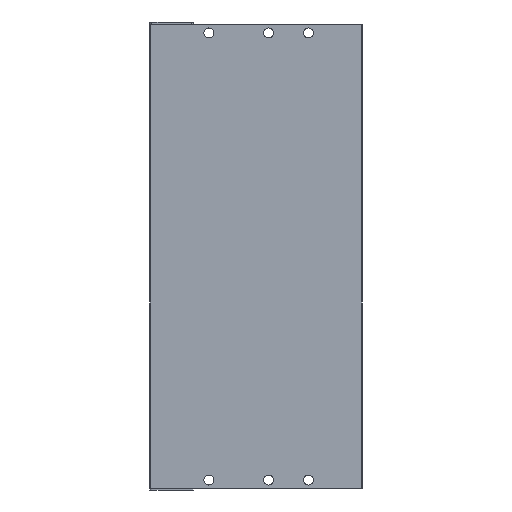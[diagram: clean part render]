
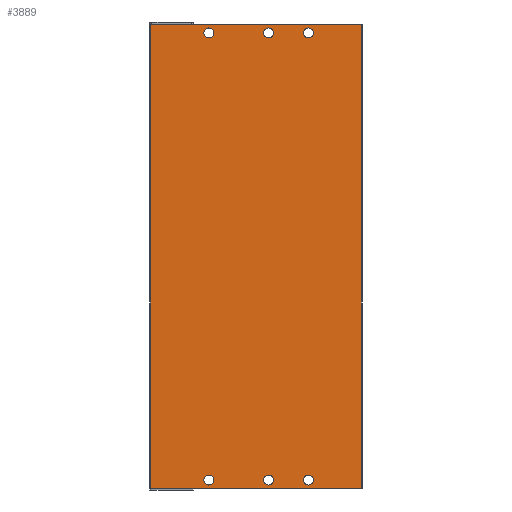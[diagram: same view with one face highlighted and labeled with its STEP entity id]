
A CAD part, front view. The second image highlights one B-rep face of the part: STEP entity #3889.
In plain terms, the highlighted planar face has unit normal (0, -1, 0).
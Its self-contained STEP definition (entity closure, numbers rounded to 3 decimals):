
#18 = FACE_BOUND ( 'NONE', #7075, .T. ) ;
#67 = AXIS2_PLACEMENT_3D ( 'NONE', #7514, #1416, #5987 ) ;
#142 = CARTESIAN_POINT ( 'NONE',  ( 59.7, 0., -231. ) ) ;
#246 = EDGE_LOOP ( 'NONE', ( #5696, #831, #1436, #3028 ) ) ;
#253 = AXIS2_PLACEMENT_3D ( 'NONE', #1248, #2029, #621 ) ;
#273 = EDGE_CURVE ( 'NONE', #7550, #4264, #8711, .T. ) ;
#306 = VERTEX_POINT ( 'NONE', #142 ) ;
#352 = AXIS2_PLACEMENT_3D ( 'NONE', #7560, #8271, #3516 ) ;
#562 = LINE ( 'NONE', #6053, #4049 ) ;
#607 = DIRECTION ( 'NONE',  ( 0., 0., -1. ) ) ;
#621 = DIRECTION ( 'NONE',  ( 0., 0., -1. ) ) ;
#677 = ORIENTED_EDGE ( 'NONE', *, *, #273, .T. ) ;
#800 = AXIS2_PLACEMENT_3D ( 'NONE', #2627, #8672, #7382 ) ;
#831 = ORIENTED_EDGE ( 'NONE', *, *, #8093, .T. ) ;
#869 = VERTEX_POINT ( 'NONE', #5819 ) ;
#876 = ORIENTED_EDGE ( 'NONE', *, *, #5776, .T. ) ;
#883 = CARTESIAN_POINT ( 'NONE',  ( 0.5, 0., -232.5 ) ) ;
#974 = DIRECTION ( 'NONE',  ( 0., 0., -1. ) ) ;
#1077 = CARTESIAN_POINT ( 'NONE',  ( 0.5, 0., 0. ) ) ;
#1114 = VERTEX_POINT ( 'NONE', #4080 ) ;
#1153 = CARTESIAN_POINT ( 'NONE',  ( 29.7, 0., -228.5 ) ) ;
#1248 = CARTESIAN_POINT ( 'NONE',  ( 0.5, 0., -232.5 ) ) ;
#1266 = CARTESIAN_POINT ( 'NONE',  ( 29.7, 0., -231. ) ) ;
#1273 = CARTESIAN_POINT ( 'NONE',  ( 29.7, 0., -6.5 ) ) ;
#1335 = DIRECTION ( 'NONE',  ( 0., 1., 0. ) ) ;
#1416 = DIRECTION ( 'NONE',  ( 0., 1., 0. ) ) ;
#1436 = ORIENTED_EDGE ( 'NONE', *, *, #6017, .T. ) ;
#1570 = ORIENTED_EDGE ( 'NONE', *, *, #2457, .T. ) ;
#1655 = ORIENTED_EDGE ( 'NONE', *, *, #6388, .T. ) ;
#1687 = ORIENTED_EDGE ( 'NONE', *, *, #7529, .T. ) ;
#1696 = DIRECTION ( 'NONE',  ( 0., 1., 0. ) ) ;
#1760 = CARTESIAN_POINT ( 'NONE',  ( 79.7, 0., -1.5 ) ) ;
#1933 = CIRCLE ( 'NONE', #7037, 2.5 ) ;
#1988 = CARTESIAN_POINT ( 'NONE',  ( 79.7, 0., -6.5 ) ) ;
#2029 = DIRECTION ( 'NONE',  ( 0., -1., 0. ) ) ;
#2099 = EDGE_LOOP ( 'NONE', ( #4096, #677 ) ) ;
#2183 = CIRCLE ( 'NONE', #3334, 2.5 ) ;
#2279 = CARTESIAN_POINT ( 'NONE',  ( 29.7, 0., -228.5 ) ) ;
#2336 = DIRECTION ( 'NONE',  ( 0., 1., 0. ) ) ;
#2450 = DIRECTION ( 'NONE',  ( 1., 0., 0. ) ) ;
#2457 = EDGE_CURVE ( 'NONE', #4986, #306, #4484, .T. ) ;
#2461 = CIRCLE ( 'NONE', #4862, 2.5 ) ;
#2567 = FACE_BOUND ( 'NONE', #3737, .T. ) ;
#2591 = VERTEX_POINT ( 'NONE', #3773 ) ;
#2609 = VERTEX_POINT ( 'NONE', #8529 ) ;
#2627 = CARTESIAN_POINT ( 'NONE',  ( 79.7, 0., -4. ) ) ;
#2666 = DIRECTION ( 'NONE',  ( 0., 0., -1. ) ) ;
#2705 = FACE_BOUND ( 'NONE', #5118, .T. ) ;
#2727 = CIRCLE ( 'NONE', #4705, 2.5 ) ;
#2744 = CARTESIAN_POINT ( 'NONE',  ( 79.7, 0., -228.5 ) ) ;
#2749 = DIRECTION ( 'NONE',  ( 0., 1., 0. ) ) ;
#2890 = VERTEX_POINT ( 'NONE', #7185 ) ;
#2968 = CARTESIAN_POINT ( 'NONE',  ( 59.7, 0., -4. ) ) ;
#3023 = CIRCLE ( 'NONE', #5422, 2.5 ) ;
#3028 = ORIENTED_EDGE ( 'NONE', *, *, #7020, .T. ) ;
#3081 = CARTESIAN_POINT ( 'NONE',  ( 29.7, 0., -226. ) ) ;
#3178 = DIRECTION ( 'NONE',  ( 0., 0., -1. ) ) ;
#3241 = VERTEX_POINT ( 'NONE', #4891 ) ;
#3334 = AXIS2_PLACEMENT_3D ( 'NONE', #2744, #8051, #2666 ) ;
#3398 = EDGE_CURVE ( 'NONE', #869, #4432, #6667, .T. ) ;
#3403 = CARTESIAN_POINT ( 'NONE',  ( 0.5, 0., 0. ) ) ;
#3516 = DIRECTION ( 'NONE',  ( 0., 0., -1. ) ) ;
#3582 = DIRECTION ( 'NONE',  ( 0., 0., -1. ) ) ;
#3737 = EDGE_LOOP ( 'NONE', ( #6641, #6780 ) ) ;
#3773 = CARTESIAN_POINT ( 'NONE',  ( 79.7, 0., -226. ) ) ;
#3872 = CIRCLE ( 'NONE', #67, 2.5 ) ;
#3889 = ADVANCED_FACE ( 'NONE', ( #6106, #6029, #4687, #18, #5939, #2705, #2567 ), #5266, .T. ) ;
#3904 = CIRCLE ( 'NONE', #4177, 2.5 ) ;
#3913 = VERTEX_POINT ( 'NONE', #1988 ) ;
#3988 = CARTESIAN_POINT ( 'NONE',  ( 29.7, 0., -4. ) ) ;
#4004 = ORIENTED_EDGE ( 'NONE', *, *, #8564, .T. ) ;
#4033 = CIRCLE ( 'NONE', #5306, 2.5 ) ;
#4049 = VECTOR ( 'NONE', #5290, 1000. ) ;
#4080 = CARTESIAN_POINT ( 'NONE',  ( 59.7, 0., -1.5 ) ) ;
#4096 = ORIENTED_EDGE ( 'NONE', *, *, #6816, .T. ) ;
#4108 = ORIENTED_EDGE ( 'NONE', *, *, #7742, .T. ) ;
#4177 = AXIS2_PLACEMENT_3D ( 'NONE', #8164, #8694, #607 ) ;
#4252 = LINE ( 'NONE', #883, #7292 ) ;
#4264 = VERTEX_POINT ( 'NONE', #1273 ) ;
#4432 = VERTEX_POINT ( 'NONE', #6904 ) ;
#4447 = DIRECTION ( 'NONE',  ( 0., 0., -1. ) ) ;
#4466 = DIRECTION ( 'NONE',  ( 0., 1., 0. ) ) ;
#4484 = CIRCLE ( 'NONE', #6886, 2.5 ) ;
#4501 = CARTESIAN_POINT ( 'NONE',  ( 0.5, 0., -232.5 ) ) ;
#4684 = EDGE_CURVE ( 'NONE', #2591, #2609, #8003, .T. ) ;
#4687 = FACE_BOUND ( 'NONE', #6421, .T. ) ;
#4705 = AXIS2_PLACEMENT_3D ( 'NONE', #2968, #4918, #7674 ) ;
#4862 = AXIS2_PLACEMENT_3D ( 'NONE', #3988, #1335, #8187 ) ;
#4868 = CARTESIAN_POINT ( 'NONE',  ( 59.7, 0., -228.5 ) ) ;
#4891 = CARTESIAN_POINT ( 'NONE',  ( 106.2, 0., 0. ) ) ;
#4913 = ORIENTED_EDGE ( 'NONE', *, *, #6866, .T. ) ;
#4918 = DIRECTION ( 'NONE',  ( 0., 1., 0. ) ) ;
#4986 = VERTEX_POINT ( 'NONE', #5076 ) ;
#5076 = CARTESIAN_POINT ( 'NONE',  ( 59.7, 0., -226. ) ) ;
#5118 = EDGE_LOOP ( 'NONE', ( #7968, #1570 ) ) ;
#5266 = PLANE ( 'NONE',  #253 ) ;
#5290 = DIRECTION ( 'NONE',  ( 0., 0., 1. ) ) ;
#5306 = AXIS2_PLACEMENT_3D ( 'NONE', #1153, #2336, #3178 ) ;
#5422 = AXIS2_PLACEMENT_3D ( 'NONE', #2279, #4466, #974 ) ;
#5444 = DIRECTION ( 'NONE',  ( 0., 0., -1. ) ) ;
#5495 = DIRECTION ( 'NONE',  ( 0., 1., 0. ) ) ;
#5600 = CIRCLE ( 'NONE', #800, 2.5 ) ;
#5668 = DIRECTION ( 'NONE',  ( 0., 0., -1. ) ) ;
#5696 = ORIENTED_EDGE ( 'NONE', *, *, #3398, .T. ) ;
#5765 = LINE ( 'NONE', #1077, #8269 ) ;
#5776 = EDGE_CURVE ( 'NONE', #1114, #2890, #2727, .T. ) ;
#5819 = CARTESIAN_POINT ( 'NONE',  ( 0.5, 0., -232.5 ) ) ;
#5939 = FACE_BOUND ( 'NONE', #6000, .T. ) ;
#5987 = DIRECTION ( 'NONE',  ( 0., 0., -1. ) ) ;
#6000 = EDGE_LOOP ( 'NONE', ( #1655, #1687 ) ) ;
#6017 = EDGE_CURVE ( 'NONE', #3241, #7666, #5765, .T. ) ;
#6029 = FACE_BOUND ( 'NONE', #2099, .T. ) ;
#6053 = CARTESIAN_POINT ( 'NONE',  ( 106.2, 0., -232.5 ) ) ;
#6106 = FACE_OUTER_BOUND ( 'NONE', #246, .T. ) ;
#6346 = VERTEX_POINT ( 'NONE', #1760 ) ;
#6388 = EDGE_CURVE ( 'NONE', #8113, #8348, #3023, .T. ) ;
#6421 = EDGE_LOOP ( 'NONE', ( #4913, #876 ) ) ;
#6469 = CARTESIAN_POINT ( 'NONE',  ( 29.7, 0., -1.5 ) ) ;
#6478 = DIRECTION ( 'NONE',  ( -1., 0., 0. ) ) ;
#6641 = ORIENTED_EDGE ( 'NONE', *, *, #7295, .T. ) ;
#6667 = LINE ( 'NONE', #4501, #7467 ) ;
#6780 = ORIENTED_EDGE ( 'NONE', *, *, #4684, .T. ) ;
#6816 = EDGE_CURVE ( 'NONE', #4264, #7550, #2461, .T. ) ;
#6866 = EDGE_CURVE ( 'NONE', #2890, #1114, #3872, .T. ) ;
#6886 = AXIS2_PLACEMENT_3D ( 'NONE', #4868, #5495, #3582 ) ;
#6904 = CARTESIAN_POINT ( 'NONE',  ( 106.2, 0., -232.5 ) ) ;
#6953 = CARTESIAN_POINT ( 'NONE',  ( 29.7, 0., -4. ) ) ;
#7020 = EDGE_CURVE ( 'NONE', #7666, #869, #4252, .T. ) ;
#7037 = AXIS2_PLACEMENT_3D ( 'NONE', #8539, #1696, #4447 ) ;
#7075 = EDGE_LOOP ( 'NONE', ( #4004, #4108 ) ) ;
#7185 = CARTESIAN_POINT ( 'NONE',  ( 59.7, 0., -6.5 ) ) ;
#7292 = VECTOR ( 'NONE', #5668, 1000. ) ;
#7295 = EDGE_CURVE ( 'NONE', #2609, #2591, #2183, .T. ) ;
#7382 = DIRECTION ( 'NONE',  ( 0., 0., -1. ) ) ;
#7467 = VECTOR ( 'NONE', #2450, 1000. ) ;
#7514 = CARTESIAN_POINT ( 'NONE',  ( 59.7, 0., -4. ) ) ;
#7529 = EDGE_CURVE ( 'NONE', #8348, #8113, #4033, .T. ) ;
#7550 = VERTEX_POINT ( 'NONE', #6469 ) ;
#7560 = CARTESIAN_POINT ( 'NONE',  ( 79.7, 0., -228.5 ) ) ;
#7666 = VERTEX_POINT ( 'NONE', #3403 ) ;
#7674 = DIRECTION ( 'NONE',  ( 0., 0., -1. ) ) ;
#7742 = EDGE_CURVE ( 'NONE', #6346, #3913, #3904, .T. ) ;
#7968 = ORIENTED_EDGE ( 'NONE', *, *, #8376, .T. ) ;
#8003 = CIRCLE ( 'NONE', #352, 2.5 ) ;
#8051 = DIRECTION ( 'NONE',  ( 0., 1., 0. ) ) ;
#8093 = EDGE_CURVE ( 'NONE', #4432, #3241, #562, .T. ) ;
#8113 = VERTEX_POINT ( 'NONE', #1266 ) ;
#8164 = CARTESIAN_POINT ( 'NONE',  ( 79.7, 0., -4. ) ) ;
#8187 = DIRECTION ( 'NONE',  ( 0., 0., -1. ) ) ;
#8269 = VECTOR ( 'NONE', #6478, 1000. ) ;
#8271 = DIRECTION ( 'NONE',  ( 0., 1., 0. ) ) ;
#8348 = VERTEX_POINT ( 'NONE', #3081 ) ;
#8376 = EDGE_CURVE ( 'NONE', #306, #4986, #1933, .T. ) ;
#8425 = AXIS2_PLACEMENT_3D ( 'NONE', #6953, #2749, #5444 ) ;
#8529 = CARTESIAN_POINT ( 'NONE',  ( 79.7, 0., -231. ) ) ;
#8539 = CARTESIAN_POINT ( 'NONE',  ( 59.7, 0., -228.5 ) ) ;
#8564 = EDGE_CURVE ( 'NONE', #3913, #6346, #5600, .T. ) ;
#8672 = DIRECTION ( 'NONE',  ( 0., 1., 0. ) ) ;
#8694 = DIRECTION ( 'NONE',  ( 0., 1., 0. ) ) ;
#8711 = CIRCLE ( 'NONE', #8425, 2.5 ) ;
